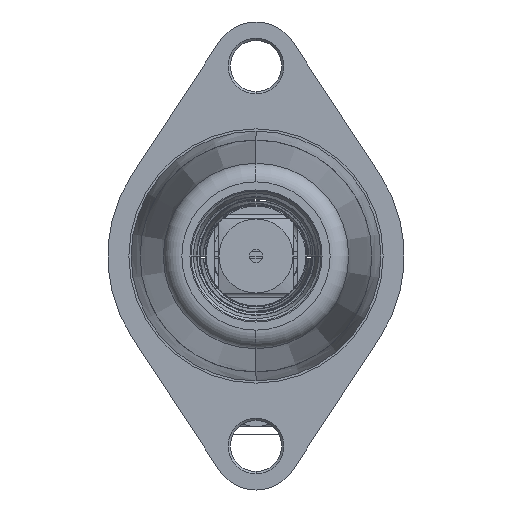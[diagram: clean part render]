
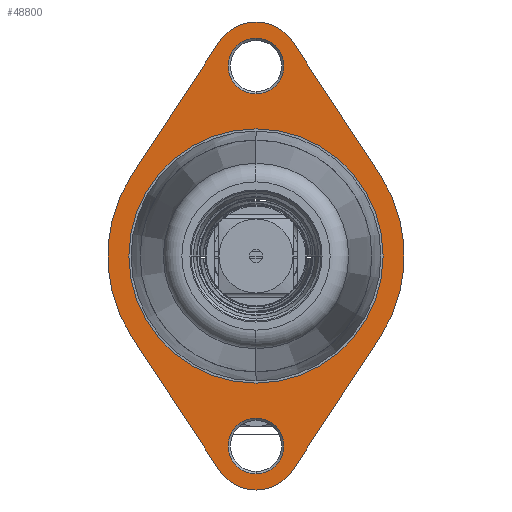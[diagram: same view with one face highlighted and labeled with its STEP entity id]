
A CAD part, left-side view. The second image highlights one B-rep face of the part: STEP entity #48800.
In plain terms, the highlighted planar face has unit normal (-1, 0, 0).
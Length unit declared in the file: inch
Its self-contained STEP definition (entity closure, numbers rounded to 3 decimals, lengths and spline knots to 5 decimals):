
#47266=CARTESIAN_POINT('',(-21.8994,0.005,0.));
#47267=DIRECTION('',(-1.,0.,0.));
#47268=DIRECTION('',(0.,0.,1.));
#47269=AXIS2_PLACEMENT_3D('',#47266,#47267,#47268);
#47271=CARTESIAN_POINT('',(-21.8994,0.005,0.));
#47272=DIRECTION('',(-1.,0.,0.));
#47273=DIRECTION('',(0.,0.,-1.));
#47274=AXIS2_PLACEMENT_3D('',#47271,#47272,#47273);
#47276=CARTESIAN_POINT('',(-21.8994,0.005,-2.5625));
#47277=DIRECTION('',(1.,0.,0.));
#47278=DIRECTION('',(0.,-0.836,-0.549));
#47279=AXIS2_PLACEMENT_3D('',#47276,#47277,#47278);
#47281=DIRECTION('',(0.,-0.549,-0.836));
#47282=VECTOR('',#47281,2.14233);
#47283=CARTESIAN_POINT('',(-21.8994,1.67706,-1.09737));
#47284=LINE('',#47283,#47282);
#47285=CARTESIAN_POINT('',(-21.8994,0.005,0.));
#47286=DIRECTION('',(1.,0.,0.));
#47287=DIRECTION('',(0.,0.836,-0.549));
#47288=AXIS2_PLACEMENT_3D('',#47285,#47286,#47287);
#47290=DIRECTION('',(0.,0.549,-0.836));
#47291=VECTOR('',#47290,2.14233);
#47292=CARTESIAN_POINT('',(-21.8994,0.5016,2.88842));
#47293=LINE('',#47292,#47291);
#47294=CARTESIAN_POINT('',(-21.8994,0.005,2.5625));
#47295=DIRECTION('',(1.,0.,0.));
#47296=DIRECTION('',(0.,0.836,0.549));
#47297=AXIS2_PLACEMENT_3D('',#47294,#47295,#47296);
#47299=DIRECTION('',(0.,0.549,0.836));
#47300=VECTOR('',#47299,2.14233);
#47301=CARTESIAN_POINT('',(-21.8994,-1.66706,1.09737));
#47302=LINE('',#47301,#47300);
#47303=CARTESIAN_POINT('',(-21.8994,0.005,0.));
#47304=DIRECTION('',(1.,0.,0.));
#47305=DIRECTION('',(0.,-0.836,0.549));
#47306=AXIS2_PLACEMENT_3D('',#47303,#47304,#47305);
#47308=DIRECTION('',(0.,-0.549,0.836));
#47309=VECTOR('',#47308,2.14233);
#47310=CARTESIAN_POINT('',(-21.8994,-0.4916,-2.88842));
#47311=LINE('',#47310,#47309);
#48518=CARTESIAN_POINT('',(-21.8994,0.005,-2.5625));
#48519=DIRECTION('',(-1.,0.,0.));
#48520=DIRECTION('',(0.,0.,-1.));
#48521=AXIS2_PLACEMENT_3D('',#48518,#48519,#48520);
#48528=CARTESIAN_POINT('',(-21.8994,0.005,-2.5625));
#48529=DIRECTION('',(-1.,0.,0.));
#48530=DIRECTION('',(0.,0.,1.));
#48531=AXIS2_PLACEMENT_3D('',#48528,#48529,#48530);
#48546=CARTESIAN_POINT('',(-21.8994,0.005,2.5625));
#48547=DIRECTION('',(-1.,0.,0.));
#48548=DIRECTION('',(0.,0.,-1.));
#48549=AXIS2_PLACEMENT_3D('',#48546,#48547,#48548);
#48556=CARTESIAN_POINT('',(-21.8994,0.005,2.5625));
#48557=DIRECTION('',(-1.,0.,0.));
#48558=DIRECTION('',(0.,0.,1.));
#48559=AXIS2_PLACEMENT_3D('',#48556,#48557,#48558);
#48638=CARTESIAN_POINT('',(-21.8994,0.005,-1.715));
#48639=CARTESIAN_POINT('',(-21.8994,0.005,1.715));
#48640=VERTEX_POINT('',#48638);
#48641=VERTEX_POINT('',#48639);
#48642=CARTESIAN_POINT('',(-21.8994,-0.4916,-2.88842));
#48643=CARTESIAN_POINT('',(-21.8994,0.5016,-2.88842));
#48644=VERTEX_POINT('',#48642);
#48645=VERTEX_POINT('',#48643);
#48646=CARTESIAN_POINT('',(-21.8994,-1.66706,-1.09737));
#48647=VERTEX_POINT('',#48646);
#48648=CARTESIAN_POINT('',(-21.8994,-1.66706,1.09737));
#48649=VERTEX_POINT('',#48648);
#48650=CARTESIAN_POINT('',(-21.8994,-0.4916,2.88842));
#48651=VERTEX_POINT('',#48650);
#48652=CARTESIAN_POINT('',(-21.8994,0.5016,2.88842));
#48653=VERTEX_POINT('',#48652);
#48654=CARTESIAN_POINT('',(-21.8994,1.67706,1.09737));
#48655=VERTEX_POINT('',#48654);
#48656=CARTESIAN_POINT('',(-21.8994,1.67706,-1.09737));
#48657=VERTEX_POINT('',#48656);
#48690=CARTESIAN_POINT('',(-21.8994,0.005,-2.9375));
#48691=CARTESIAN_POINT('',(-21.8994,0.005,-2.1875));
#48692=VERTEX_POINT('',#48690);
#48693=VERTEX_POINT('',#48691);
#48698=CARTESIAN_POINT('',(-21.8994,0.005,2.1875));
#48699=CARTESIAN_POINT('',(-21.8994,0.005,2.9375));
#48700=VERTEX_POINT('',#48698);
#48701=VERTEX_POINT('',#48699);
#48759=CARTESIAN_POINT('',(-21.8994,0.005,0.));
#48760=DIRECTION('',(1.,0.,0.));
#48761=DIRECTION('',(0.,0.,1.));
#48762=AXIS2_PLACEMENT_3D('',#48759,#48760,#48761);
#48763=PLANE('',#48762);
#48765=ORIENTED_EDGE('',*,*,#48764,.T.);
#48767=ORIENTED_EDGE('',*,*,#48766,.F.);
#48769=ORIENTED_EDGE('',*,*,#48768,.T.);
#48771=ORIENTED_EDGE('',*,*,#48770,.F.);
#48773=ORIENTED_EDGE('',*,*,#48772,.T.);
#48775=ORIENTED_EDGE('',*,*,#48774,.F.);
#48777=ORIENTED_EDGE('',*,*,#48776,.T.);
#48779=ORIENTED_EDGE('',*,*,#48778,.F.);
#48780=EDGE_LOOP('',(#48765,#48767,#48769,#48771,#48773,#48775,#48777,#48779));
#48781=FACE_OUTER_BOUND('',#48780,.F.);
#48783=ORIENTED_EDGE('',*,*,#48782,.T.);
#48785=ORIENTED_EDGE('',*,*,#48784,.T.);
#48786=EDGE_LOOP('',(#48783,#48785));
#48787=FACE_BOUND('',#48786,.F.);
#48789=ORIENTED_EDGE('',*,*,#48788,.T.);
#48791=ORIENTED_EDGE('',*,*,#48790,.T.);
#48792=EDGE_LOOP('',(#48789,#48791));
#48793=FACE_BOUND('',#48792,.F.);
#48795=ORIENTED_EDGE('',*,*,#48794,.T.);
#48797=ORIENTED_EDGE('',*,*,#48796,.T.);
#48798=EDGE_LOOP('',(#48795,#48797));
#48799=FACE_BOUND('',#48798,.F.);
#48800=ADVANCED_FACE('',(#48781,#48787,#48793,#48799),#48763,.F.);
#47270=CIRCLE('',#47269,1.715);
#47275=CIRCLE('',#47274,1.715);
#47280=CIRCLE('',#47279,0.594);
#47289=CIRCLE('',#47288,2.);
#47298=CIRCLE('',#47297,0.594);
#47307=CIRCLE('',#47306,2.);
#48522=CIRCLE('',#48521,0.375);
#48532=CIRCLE('',#48531,0.375);
#48550=CIRCLE('',#48549,0.375);
#48560=CIRCLE('',#48559,0.375);
#48764=EDGE_CURVE('',#48644,#48645,#47280,.T.);
#48766=EDGE_CURVE('',#48657,#48645,#47284,.T.);
#48768=EDGE_CURVE('',#48657,#48655,#47289,.T.);
#48770=EDGE_CURVE('',#48653,#48655,#47293,.T.);
#48772=EDGE_CURVE('',#48653,#48651,#47298,.T.);
#48774=EDGE_CURVE('',#48649,#48651,#47302,.T.);
#48776=EDGE_CURVE('',#48649,#48647,#47307,.T.);
#48778=EDGE_CURVE('',#48644,#48647,#47311,.T.);
#48782=EDGE_CURVE('',#48641,#48640,#47270,.T.);
#48784=EDGE_CURVE('',#48640,#48641,#47275,.T.);
#48788=EDGE_CURVE('',#48693,#48692,#48532,.T.);
#48790=EDGE_CURVE('',#48692,#48693,#48522,.T.);
#48794=EDGE_CURVE('',#48701,#48700,#48560,.T.);
#48796=EDGE_CURVE('',#48700,#48701,#48550,.T.);
